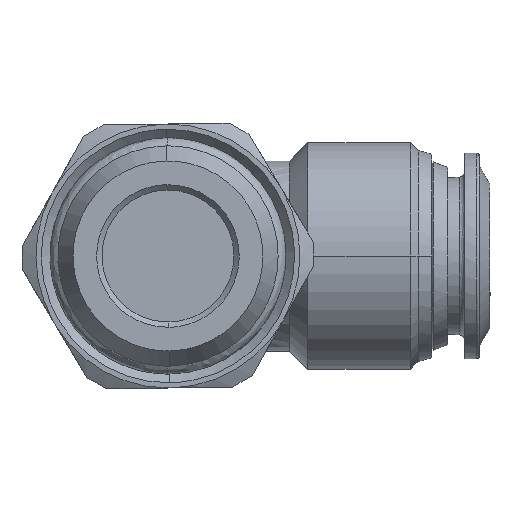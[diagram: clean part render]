
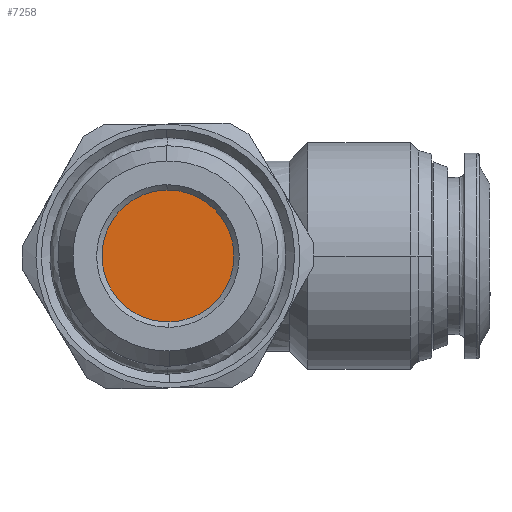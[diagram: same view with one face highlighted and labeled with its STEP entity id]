
A CAD part, left-side view. The second image highlights one B-rep face of the part: STEP entity #7258.
In plain terms, the highlighted free-form (B-spline) face has degree [1, 1] with [2, 2] control points.
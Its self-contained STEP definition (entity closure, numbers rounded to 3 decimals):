
#662 =( BOUNDED_CURVE ( )  B_SPLINE_CURVE ( 3, ( #4019, #1605, #7947, #1531, #6435, #8801, #787 ),
 .UNSPECIFIED., .F., .T. ) 
 B_SPLINE_CURVE_WITH_KNOTS ( ( 4, 3, 4 ),
 ( -3.142, -1.571, 0. ),
 .UNSPECIFIED. ) 
 CURVE ( )  GEOMETRIC_REPRESENTATION_ITEM ( )  RATIONAL_B_SPLINE_CURVE ( ( 1., 0.805, 0.805, 1., 0.805, 0.805, 1. ) ) 
 REPRESENTATION_ITEM ( '' )  );
#679 = ORIENTED_EDGE ( 'NONE', *, *, #6671, .F. ) ;
#787 = CARTESIAN_POINT ( 'NONE',  ( -26.414, 4.08, -6.249 ) ) ;
#1226 = CARTESIAN_POINT ( 'NONE',  ( -26.414, 4.252, 6.249 ) ) ;
#1467 = VERTEX_POINT ( 'NONE', #4765 ) ;
#1531 = CARTESIAN_POINT ( 'NONE',  ( -26.414, -2.083, 0.086 ) ) ;
#1605 = CARTESIAN_POINT ( 'NONE',  ( -26.414, 0.591, 6.3 ) ) ;
#3031 = CARTESIAN_POINT ( 'NONE',  ( -26.414, 10.491, 6.325 ) ) ;
#3647 = CARTESIAN_POINT ( 'NONE',  ( -26.414, 4.08, -6.249 ) ) ;
#3845 = CARTESIAN_POINT ( 'NONE',  ( -26.414, -2.159, 6.325 ) ) ;
#4019 = CARTESIAN_POINT ( 'NONE',  ( -26.414, 4.252, 6.249 ) ) ;
#4073 = VERTEX_POINT ( 'NONE', #6455 ) ;
#4765 = CARTESIAN_POINT ( 'NONE',  ( -26.414, 4.08, -6.249 ) ) ;
#5074 = EDGE_LOOP ( 'NONE', ( #679, #8085 ) ) ;
#5348 = B_SPLINE_SURFACE_WITH_KNOTS ( 'NONE', 1, 1, ( 
 ( #3845, #3031 ),
 ( #7840, #9463 ) ),
 .UNSPECIFIED., .F., .F., .F.,
 ( 2, 2 ),
 ( 2, 2 ),
 ( 0., 1. ),
 ( 0., 1. ),
 .UNSPECIFIED. ) ;
#6023 = CARTESIAN_POINT ( 'NONE',  ( -26.414, 16.751, 6.077 ) ) ;
#6066 = CARTESIAN_POINT ( 'NONE',  ( -26.414, 16.579, -6.422 ) ) ;
#6435 = CARTESIAN_POINT ( 'NONE',  ( -26.414, -2.134, -3.575 ) ) ;
#6455 = CARTESIAN_POINT ( 'NONE',  ( -26.414, 4.252, 6.249 ) ) ;
#6671 = EDGE_CURVE ( 'NONE', #1467, #4073, #8417, .T. ) ;
#6922 = EDGE_CURVE ( 'NONE', #4073, #1467, #662, .T. ) ;
#7258 = ADVANCED_FACE ( 'NONE', ( #7504 ), #5348, .F. ) ;
#7504 = FACE_OUTER_BOUND ( 'NONE', #5074, .T. ) ;
#7840 = CARTESIAN_POINT ( 'NONE',  ( -26.414, -2.159, -6.325 ) ) ;
#7947 = CARTESIAN_POINT ( 'NONE',  ( -26.414, -2.033, 3.747 ) ) ;
#8085 = ORIENTED_EDGE ( 'NONE', *, *, #6922, .F. ) ;
#8417 =( BOUNDED_CURVE ( )  B_SPLINE_CURVE ( 3, ( #3647, #6066, #6023, #1226 ),
 .UNSPECIFIED., .F., .T. ) 
 B_SPLINE_CURVE_WITH_KNOTS ( ( 4, 4 ),
 ( -3.142, 0. ),
 .UNSPECIFIED. ) 
 CURVE ( )  GEOMETRIC_REPRESENTATION_ITEM ( )  RATIONAL_B_SPLINE_CURVE ( ( 1., 0.333, 0.333, 1. ) ) 
 REPRESENTATION_ITEM ( '' )  );
#8801 = CARTESIAN_POINT ( 'NONE',  ( -26.414, 0.419, -6.199 ) ) ;
#9463 = CARTESIAN_POINT ( 'NONE',  ( -26.414, 10.491, -6.325 ) ) ;
